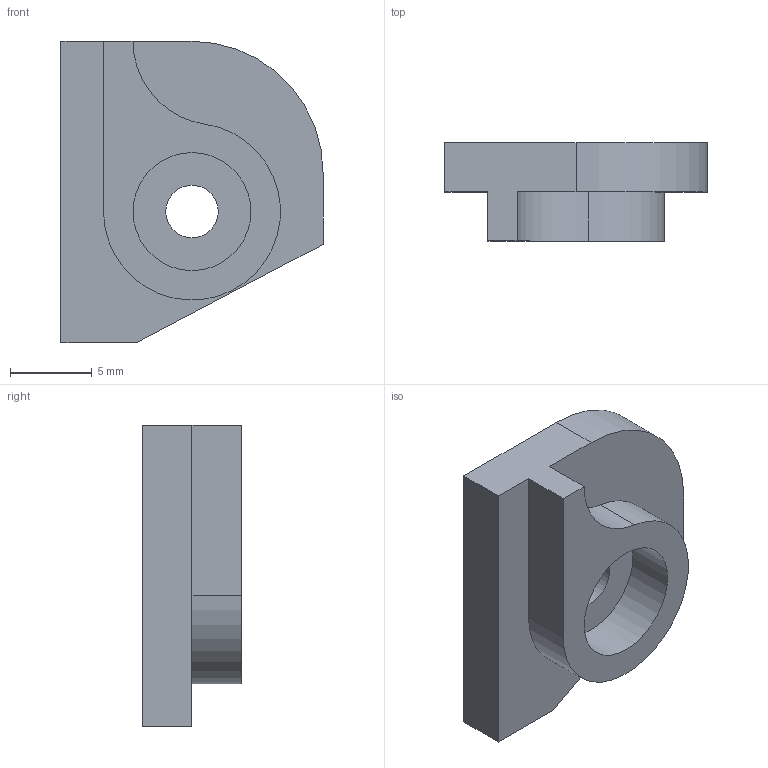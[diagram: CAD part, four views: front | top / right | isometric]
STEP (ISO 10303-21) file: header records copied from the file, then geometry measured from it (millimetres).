
FILE_DESCRIPTION(/* description */ (''),/* implementation_level */ '2;1');
FILE_NAME(/* name */ 'Z Belt Lock M.step',/* time_stamp */ '2018-04-13T18:33:28+02:00',/* author */ (''),/* organization */ (''),/* preprocessor_version */ 'ST-DEVELOPER v16.13',/* originating_system */ 'Autodesk Translation Framework v6.5.0.72',/* authorisation */ '');
FILE_SCHEMA (('AUTOMOTIVE_DESIGN { 1 0 10303 214 3 1 1 }'));
Length unit declared in the file: millimetre
Products named in the file (1): Z Belt Lock M
Bounding box: 16 x 6 x 18.39 mm (x, y, z)
Volume: 922.7 mm3; surface area: 885.1 mm2
Topology: 1 solids, 1 shells, 16 faces, 38 edges, 25 vertices
Faces by surface type: plane 10, cylinder 5, cone 1
Full cylindrical faces by diameter (mm): 3.2 x1, 7.2 x1
Entity records: 509 total; most frequent: DIRECTION 83, CARTESIAN_POINT 80, ORIENTED_EDGE 76, EDGE_CURVE 38, AXIS2_PLACEMENT_3D 28, LINE 27, VECTOR 27, VERTEX_POINT 25
